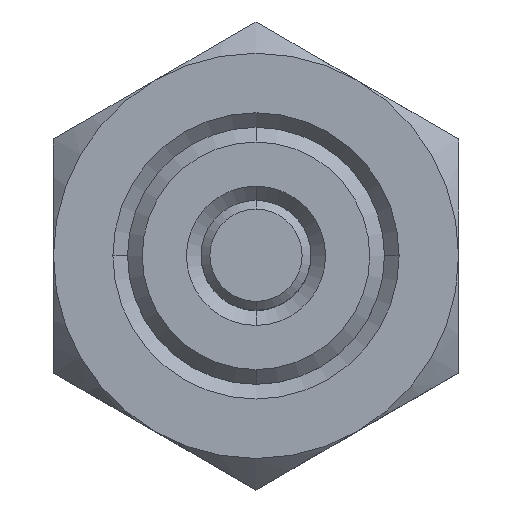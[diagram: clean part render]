
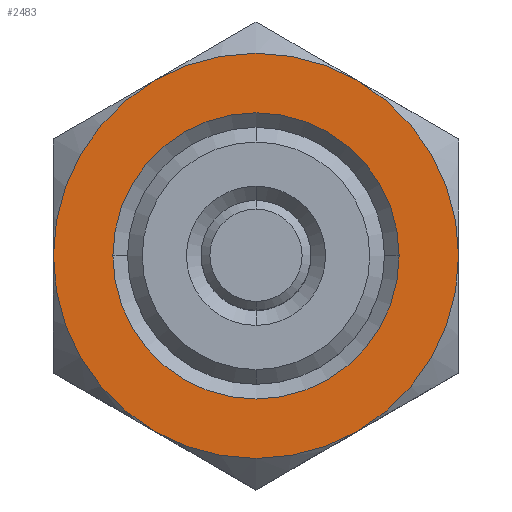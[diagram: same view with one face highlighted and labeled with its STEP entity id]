
A CAD part, top view. The second image highlights one B-rep face of the part: STEP entity #2483.
In plain terms, the highlighted planar face has unit normal (0, 0, 1).
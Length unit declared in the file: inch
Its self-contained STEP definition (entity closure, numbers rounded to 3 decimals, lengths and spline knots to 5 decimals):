
#108 = DIRECTION ( 'NONE',  ( 0., 0., -1. ) ) ;
#111 = CARTESIAN_POINT ( 'NONE',  ( -0.1725, -0.29878, 0.125 ) ) ;
#169 = DIRECTION ( 'NONE',  ( 0., 0., 1. ) ) ;
#208 = CIRCLE ( 'NONE', #1412, 0.345 ) ;
#287 = CIRCLE ( 'NONE', #1902, 0.345 ) ;
#306 = AXIS2_PLACEMENT_3D ( 'NONE', #560, #378, #2058 ) ;
#342 = CARTESIAN_POINT ( 'NONE',  ( 0., 0., 0.125 ) ) ;
#361 = CARTESIAN_POINT ( 'NONE',  ( 0.345, 0., 0.125 ) ) ;
#378 = DIRECTION ( 'NONE',  ( 0., 0., 1. ) ) ;
#382 = CARTESIAN_POINT ( 'NONE',  ( 0., 0., 0.125 ) ) ;
#415 = CARTESIAN_POINT ( 'NONE',  ( 0., 0., 0.125 ) ) ;
#468 = CIRCLE ( 'NONE', #2952, 0.345 ) ;
#560 = CARTESIAN_POINT ( 'NONE',  ( -0.345, 0.19919, 0.125 ) ) ;
#568 = FACE_OUTER_BOUND ( 'NONE', #2850, .T. ) ;
#576 = DIRECTION ( 'NONE',  ( 1., 0., 0. ) ) ;
#620 = DIRECTION ( 'NONE',  ( 1., 0., 0. ) ) ;
#627 = DIRECTION ( 'NONE',  ( 0., 0., 1. ) ) ;
#650 = DIRECTION ( 'NONE',  ( 1., 0., 0. ) ) ;
#676 = ORIENTED_EDGE ( 'NONE', *, *, #1100, .T. ) ;
#688 = CIRCLE ( 'NONE', #1136, 0.345 ) ;
#694 = VERTEX_POINT ( 'NONE', #1111 ) ;
#925 = ORIENTED_EDGE ( 'NONE', *, *, #1316, .T. ) ;
#960 = VERTEX_POINT ( 'NONE', #361 ) ;
#962 = VERTEX_POINT ( 'NONE', #111 ) ;
#1006 = VERTEX_POINT ( 'NONE', #2330 ) ;
#1024 = EDGE_CURVE ( 'NONE', #1095, #960, #688, .T. ) ;
#1029 = EDGE_CURVE ( 'NONE', #1121, #1809, #3138, .T. ) ;
#1095 = VERTEX_POINT ( 'NONE', #1313 ) ;
#1100 = EDGE_CURVE ( 'NONE', #1006, #1601, #2979, .T. ) ;
#1111 = CARTESIAN_POINT ( 'NONE',  ( -0.345, 0., 0.125 ) ) ;
#1121 = VERTEX_POINT ( 'NONE', #1817 ) ;
#1127 = CARTESIAN_POINT ( 'NONE',  ( -0.24375, 0., 0.125 ) ) ;
#1132 = EDGE_CURVE ( 'NONE', #694, #962, #468, .T. ) ;
#1136 = AXIS2_PLACEMENT_3D ( 'NONE', #342, #2023, #576 ) ;
#1164 = DIRECTION ( 'NONE',  ( 0., 0., -1. ) ) ;
#1230 = DIRECTION ( 'NONE',  ( 0., 0., 1. ) ) ;
#1313 = CARTESIAN_POINT ( 'NONE',  ( 0.1725, -0.29878, 0.125 ) ) ;
#1316 = EDGE_CURVE ( 'NONE', #1601, #694, #287, .T. ) ;
#1317 = PLANE ( 'NONE',  #306 ) ;
#1359 = EDGE_CURVE ( 'NONE', #1809, #1121, #1392, .T. ) ;
#1392 = CIRCLE ( 'NONE', #2233, 0.24375 ) ;
#1412 = AXIS2_PLACEMENT_3D ( 'NONE', #1596, #169, #1846 ) ;
#1461 = AXIS2_PLACEMENT_3D ( 'NONE', #1535, #108, #1791 ) ;
#1535 = CARTESIAN_POINT ( 'NONE',  ( 0., 0., 0.125 ) ) ;
#1596 = CARTESIAN_POINT ( 'NONE',  ( 0., 0., 0.125 ) ) ;
#1601 = VERTEX_POINT ( 'NONE', #2645 ) ;
#1690 = CIRCLE ( 'NONE', #2683, 0.345 ) ;
#1791 = DIRECTION ( 'NONE',  ( 1., 0., 0. ) ) ;
#1809 = VERTEX_POINT ( 'NONE', #1127 ) ;
#1817 = CARTESIAN_POINT ( 'NONE',  ( 0.24375, 0., 0.125 ) ) ;
#1846 = DIRECTION ( 'NONE',  ( 1., 0., 0. ) ) ;
#1902 = AXIS2_PLACEMENT_3D ( 'NONE', #415, #2103, #650 ) ;
#2023 = DIRECTION ( 'NONE',  ( 0., 0., 1. ) ) ;
#2037 = ORIENTED_EDGE ( 'NONE', *, *, #1029, .T. ) ;
#2058 = DIRECTION ( 'NONE',  ( 1., 0., 0. ) ) ;
#2066 = DIRECTION ( 'NONE',  ( 0., 0., 1. ) ) ;
#2078 = CARTESIAN_POINT ( 'NONE',  ( 0., 0., 0.125 ) ) ;
#2103 = DIRECTION ( 'NONE',  ( 0., 0., 1. ) ) ;
#2233 = AXIS2_PLACEMENT_3D ( 'NONE', #2638, #1164, #2887 ) ;
#2264 = ORIENTED_EDGE ( 'NONE', *, *, #1132, .T. ) ;
#2330 = CARTESIAN_POINT ( 'NONE',  ( 0.1725, 0.29878, 0.125 ) ) ;
#2337 = DIRECTION ( 'NONE',  ( 1., 0., 0. ) ) ;
#2397 = EDGE_LOOP ( 'NONE', ( #2037, #2811 ) ) ;
#2442 = FACE_BOUND ( 'NONE', #2397, .T. ) ;
#2473 = ORIENTED_EDGE ( 'NONE', *, *, #2520, .T. ) ;
#2483 = ADVANCED_FACE ( 'NONE', ( #2442, #568 ), #1317, .T. ) ;
#2513 = ORIENTED_EDGE ( 'NONE', *, *, #1024, .T. ) ;
#2520 = EDGE_CURVE ( 'NONE', #962, #1095, #208, .T. ) ;
#2638 = CARTESIAN_POINT ( 'NONE',  ( 0., 0., 0.125 ) ) ;
#2645 = CARTESIAN_POINT ( 'NONE',  ( -0.1725, 0.29878, 0.125 ) ) ;
#2683 = AXIS2_PLACEMENT_3D ( 'NONE', #2709, #1230, #2954 ) ;
#2709 = CARTESIAN_POINT ( 'NONE',  ( 0., 0., 0.125 ) ) ;
#2784 = AXIS2_PLACEMENT_3D ( 'NONE', #382, #2066, #620 ) ;
#2811 = ORIENTED_EDGE ( 'NONE', *, *, #1359, .T. ) ;
#2850 = EDGE_LOOP ( 'NONE', ( #2513, #3069, #676, #925, #2264, #2473 ) ) ;
#2887 = DIRECTION ( 'NONE',  ( 1., 0., 0. ) ) ;
#2925 = EDGE_CURVE ( 'NONE', #960, #1006, #1690, .T. ) ;
#2952 = AXIS2_PLACEMENT_3D ( 'NONE', #2078, #627, #2337 ) ;
#2954 = DIRECTION ( 'NONE',  ( 1., 0., 0. ) ) ;
#2979 = CIRCLE ( 'NONE', #2784, 0.345 ) ;
#3069 = ORIENTED_EDGE ( 'NONE', *, *, #2925, .T. ) ;
#3138 = CIRCLE ( 'NONE', #1461, 0.24375 ) ;
